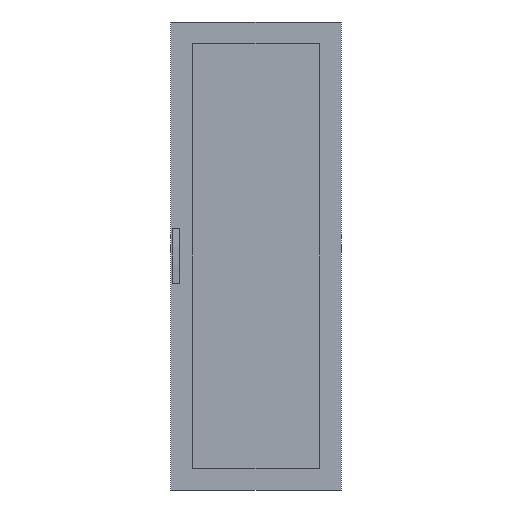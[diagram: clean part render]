
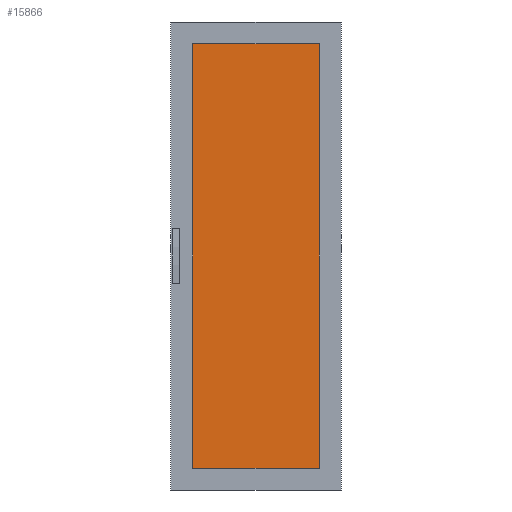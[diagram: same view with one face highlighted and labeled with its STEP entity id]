
A CAD part, front view. The second image highlights one B-rep face of the part: STEP entity #15866.
In plain terms, the highlighted planar face has unit normal (0, -1, 0).
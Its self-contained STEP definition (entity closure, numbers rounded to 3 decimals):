
#455 = EDGE_LOOP ( 'NONE', ( #4595, #22436, #15565, #16663 ) ) ;
#464 = DIRECTION ( 'NONE',  ( 0., -1., 0. ) ) ;
#2487 = DIRECTION ( 'NONE',  ( 0., 0., -1. ) ) ;
#4595 = ORIENTED_EDGE ( 'NONE', *, *, #17154, .T. ) ;
#4942 = VERTEX_POINT ( 'NONE', #22540 ) ;
#5065 = CARTESIAN_POINT ( 'NONE',  ( 0., 0.002, 0. ) ) ;
#6677 = VECTOR ( 'NONE', #20218, 1000. ) ;
#6960 = CARTESIAN_POINT ( 'NONE',  ( 317.183, 0.002, -1005.494 ) ) ;
#7471 = VECTOR ( 'NONE', #9988, 1000. ) ;
#7714 = LINE ( 'NONE', #14053, #15417 ) ;
#8504 = AXIS2_PLACEMENT_3D ( 'NONE', #5065, #464, #2487 ) ;
#9245 = CARTESIAN_POINT ( 'NONE',  ( 317.183, 0.002, -1005.494 ) ) ;
#9352 = EDGE_CURVE ( 'NONE', #10490, #15838, #7714, .T. ) ;
#9417 = EDGE_CURVE ( 'NONE', #24982, #4942, #20067, .T. ) ;
#9988 = DIRECTION ( 'NONE',  ( 0., 0., -1. ) ) ;
#10180 = VECTOR ( 'NONE', #22490, 1000. ) ;
#10490 = VERTEX_POINT ( 'NONE', #25476 ) ;
#13678 = CARTESIAN_POINT ( 'NONE',  ( 317.183, 0.002, 1005.494 ) ) ;
#13713 = LINE ( 'NONE', #9245, #10180 ) ;
#14019 = CARTESIAN_POINT ( 'NONE',  ( -317.183, 0.002, 1005.494 ) ) ;
#14053 = CARTESIAN_POINT ( 'NONE',  ( -317.183, 0.002, -1005.494 ) ) ;
#14442 = LINE ( 'NONE', #14019, #7471 ) ;
#15417 = VECTOR ( 'NONE', #22826, 1000. ) ;
#15565 = ORIENTED_EDGE ( 'NONE', *, *, #18648, .T. ) ;
#15838 = VERTEX_POINT ( 'NONE', #6960 ) ;
#15866 = ADVANCED_FACE ( 'NONE', ( #17902 ), #24816, .T. ) ;
#16663 = ORIENTED_EDGE ( 'NONE', *, *, #9417, .T. ) ;
#17154 = EDGE_CURVE ( 'NONE', #4942, #10490, #14442, .T. ) ;
#17902 = FACE_OUTER_BOUND ( 'NONE', #455, .T. ) ;
#17908 = CARTESIAN_POINT ( 'NONE',  ( 317.183, 0.002, 1005.494 ) ) ;
#18648 = EDGE_CURVE ( 'NONE', #15838, #24982, #13713, .T. ) ;
#20067 = LINE ( 'NONE', #17908, #6677 ) ;
#20218 = DIRECTION ( 'NONE',  ( -1., 0., 0. ) ) ;
#22436 = ORIENTED_EDGE ( 'NONE', *, *, #9352, .T. ) ;
#22490 = DIRECTION ( 'NONE',  ( 0., 0., 1. ) ) ;
#22540 = CARTESIAN_POINT ( 'NONE',  ( -317.183, 0.002, 1005.494 ) ) ;
#22826 = DIRECTION ( 'NONE',  ( 1., 0., 0. ) ) ;
#24816 = PLANE ( 'NONE',  #8504 ) ;
#24982 = VERTEX_POINT ( 'NONE', #13678 ) ;
#25476 = CARTESIAN_POINT ( 'NONE',  ( -317.183, 0.002, -1005.494 ) ) ;
